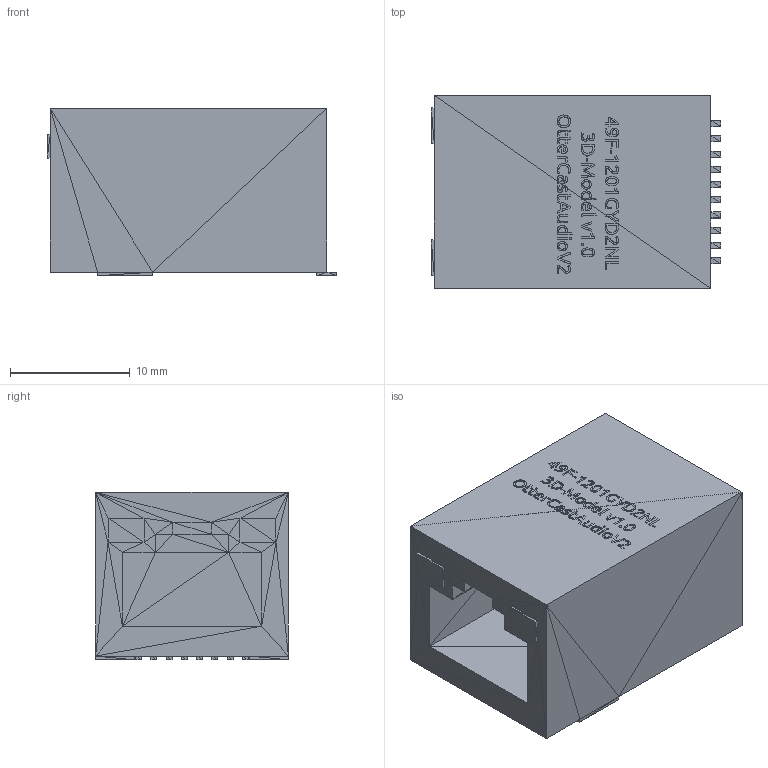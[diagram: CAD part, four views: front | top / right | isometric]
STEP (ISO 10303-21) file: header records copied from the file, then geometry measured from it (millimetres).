
FILE_DESCRIPTION(('FreeCAD Model'),'2;1');
FILE_NAME( '49F-1201GYD2NL.step', '2020-11-17T06:19:45',('Author'),(''), 'Open CASCADE STEP processor 7.3','FreeCAD','Unknown');
FILE_SCHEMA(('AUTOMOTIVE_DESIGN { 1 0 10303 214 1 1 1 1 }'));
Length unit declared in the file: millimetre
Products named in the file (1): Compound
Bounding box: 24.12 x 16.08 x 13.96 mm (x, y, z)
Volume: 0.1 mm3; surface area: 2333.9 mm2
Topology: 43 solids, 44 shells, 1330 faces, 3246 edges, 2004 vertices
Faces by surface type: extrusion 749, plane 581
Entity records: 48349 total; most frequent: CARTESIAN_POINT 11075, ORIENTED_EDGE 6492, DIRECTION 3661, EDGE_CURVE 3246, VECTOR 2497, B_SPLINE_CURVE_WITH_KNOTS 2247, VERTEX_POINT 2004, LINE 1748
